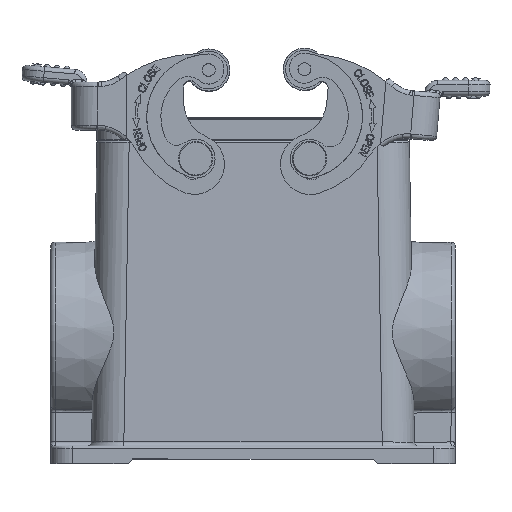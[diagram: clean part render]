
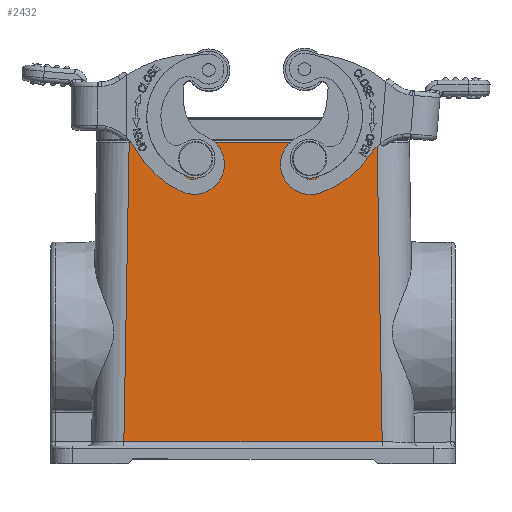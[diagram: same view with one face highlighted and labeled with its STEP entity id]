
A CAD part, top view. The second image highlights one B-rep face of the part: STEP entity #2432.
In plain terms, the highlighted planar face has unit normal (0, 0.018, 1).
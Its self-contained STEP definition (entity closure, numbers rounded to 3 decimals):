
#130=ELLIPSE('',#23580,2.324,2.324);
#150=ELLIPSE('',#24470,2.275,2.274);
#151=ELLIPSE('',#24482,1.475,1.475);
#776=FACE_BOUND('',#5829,.T.);
#777=FACE_BOUND('',#5830,.T.);
#778=FACE_BOUND('',#5831,.T.);
#2432=ADVANCED_FACE('',(#776,#777,#778),#3217,.T.);
#3217=PLANE('',#24894);
#5829=EDGE_LOOP('',(#15888,#15889,#15890,#15891,#15892));
#5830=EDGE_LOOP('',(#15893));
#5831=EDGE_LOOP('',(#15894,#15895,#15896,#15897));
#7497=LINE('',#34462,#9326);
#8271=LINE('',#40115,#10139);
#8272=LINE('',#40126,#10140);
#8284=LINE('',#40274,#10152);
#8516=LINE('',#42089,#10384);
#8517=LINE('',#42091,#10385);
#9326=VECTOR('',#26812,1.);
#10139=VECTOR('',#29410,1.);
#10140=VECTOR('',#29415,1.);
#10152=VECTOR('',#29503,1.);
#10384=VECTOR('',#30483,1.);
#10385=VECTOR('',#30486,1.);
#15888=ORIENTED_EDGE('',*,*,#21496,.F.);
#15889=ORIENTED_EDGE('',*,*,#21505,.T.);
#15890=ORIENTED_EDGE('',*,*,#21504,.T.);
#15891=ORIENTED_EDGE('',*,*,#21506,.T.);
#15892=ORIENTED_EDGE('',*,*,#21501,.T.);
#15893=ORIENTED_EDGE('',*,*,#20113,.F.);
#15894=ORIENTED_EDGE('',*,*,#21543,.T.);
#15895=ORIENTED_EDGE('',*,*,#22019,.F.);
#15896=ORIENTED_EDGE('',*,*,#20120,.T.);
#15897=ORIENTED_EDGE('',*,*,#22018,.F.);
#17731=VERTEX_POINT('',#34430);
#17735=VERTEX_POINT('',#34438);
#17737=VERTEX_POINT('',#34461);
#18652=VERTEX_POINT('',#40101);
#18653=VERTEX_POINT('',#40102);
#18658=VERTEX_POINT('',#40116);
#18660=VERTEX_POINT('',#40120);
#18661=VERTEX_POINT('',#40125);
#18675=VERTEX_POINT('',#40166);
#18687=VERTEX_POINT('',#40253);
#20113=EDGE_CURVE('',#17731,#17731,#130,.T.);
#20120=EDGE_CURVE('',#17735,#17737,#7497,.T.);
#21496=EDGE_CURVE('',#18652,#18653,#150,.T.);
#21501=EDGE_CURVE('',#18658,#18653,#8271,.T.);
#21504=EDGE_CURVE('',#18661,#18660,#22903,.T.);
#21505=EDGE_CURVE('',#18652,#18661,#8272,.T.);
#21506=EDGE_CURVE('',#18660,#18658,#151,.T.);
#21543=EDGE_CURVE('',#18687,#18675,#8284,.T.);
#22018=EDGE_CURVE('',#18687,#17737,#8516,.T.);
#22019=EDGE_CURVE('',#17735,#18675,#8517,.T.);
#22903=B_SPLINE_CURVE_WITH_KNOTS('',3,(#40121,#40122,#40123,#40124),
 .UNSPECIFIED.,.F.,.F.,(4,4),(0.,1.),.UNSPECIFIED.);
#23580=AXIS2_PLACEMENT_3D('',#34429,#26797,#26798);
#24470=AXIS2_PLACEMENT_3D('',#40100,#29392,#29393);
#24482=AXIS2_PLACEMENT_3D('',#40128,#29418,#29419);
#24894=AXIS2_PLACEMENT_3D('',#42092,#30487,#30488);
#26797=DIRECTION('',(0.,0.017,1.));
#26798=DIRECTION('',(0.,-1.,0.017));
#26812=DIRECTION('',(1.,0.,0.));
#29392=DIRECTION('',(0.,0.017,1.));
#29393=DIRECTION('',(0.,-1.,0.017));
#29410=DIRECTION('',(1.,0.,0.));
#29415=DIRECTION('',(1.,0.,0.));
#29418=DIRECTION('',(0.,-0.017,-1.));
#29419=DIRECTION('',(0.,1.,-0.017));
#29503=DIRECTION('',(-1.,0.,0.));
#30483=DIRECTION('',(0.017,-1.,0.017));
#30486=DIRECTION('',(0.018,1.,-0.017));
#30487=DIRECTION('',(0.,0.017,1.));
#30488=DIRECTION('',(0.,-1.,0.017));
#34429=CARTESIAN_POINT('',(33.664,47.973,49.823));
#34430=CARTESIAN_POINT('',(33.664,45.649,49.864));
#34438=CARTESIAN_POINT('',(16.964,-17.796,50.971));
#34461=CARTESIAN_POINT('',(77.01,-17.815,50.971));
#34462=CARTESIAN_POINT('',(46.987,-17.805,50.971));
#40100=CARTESIAN_POINT('',(60.164,47.974,49.823));
#40101=CARTESIAN_POINT('',(58.384,49.389,49.798));
#40102=CARTESIAN_POINT('',(61.946,49.388,49.798));
#40115=CARTESIAN_POINT('',(60.777,49.388,49.798));
#40116=CARTESIAN_POINT('',(60.777,49.388,49.798));
#40120=CARTESIAN_POINT('',(60.304,49.482,49.798));
#40121=CARTESIAN_POINT('',(59.631,49.389,49.798));
#40122=CARTESIAN_POINT('',(59.848,49.472,49.797));
#40123=CARTESIAN_POINT('',(60.072,49.503,49.796));
#40124=CARTESIAN_POINT('',(60.304,49.482,49.797));
#40125=CARTESIAN_POINT('',(59.631,49.389,49.798));
#40126=CARTESIAN_POINT('',(58.384,49.389,49.798));
#40128=CARTESIAN_POINT('',(60.258,48.008,49.823));
#40166=CARTESIAN_POINT('',(18.199,51.73,49.758));
#40253=CARTESIAN_POINT('',(75.819,51.712,49.758));
#40274=CARTESIAN_POINT('',(47.009,51.721,49.758));
#42089=CARTESIAN_POINT('',(76.406,17.462,50.356));
#42091=CARTESIAN_POINT('',(17.591,17.48,50.356));
#42092=CARTESIAN_POINT('',(46.998,16.958,50.365));
